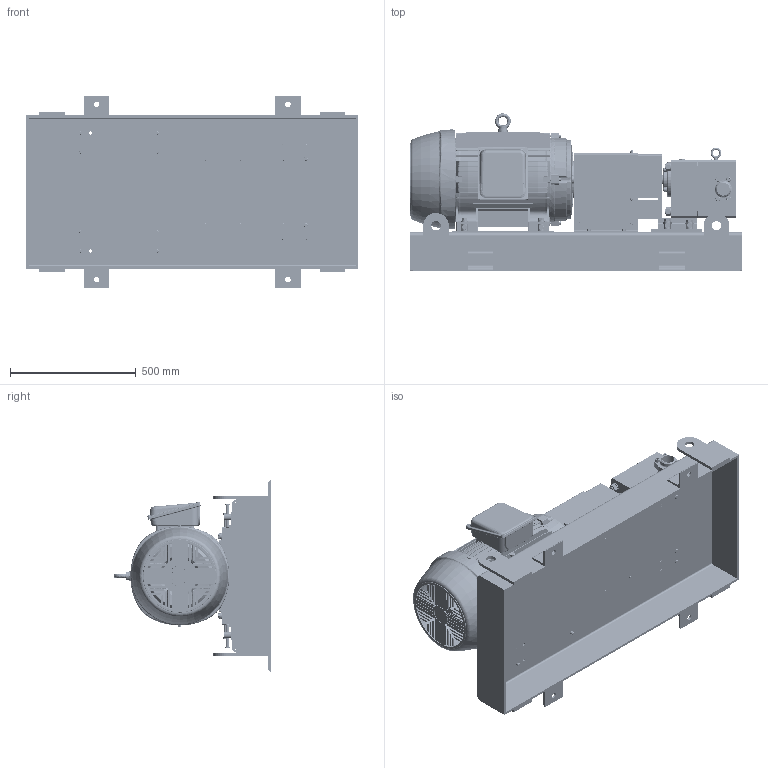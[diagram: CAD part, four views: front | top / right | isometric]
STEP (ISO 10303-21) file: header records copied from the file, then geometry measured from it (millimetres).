
FILE_DESCRIPTION (( 'STEP AP214' ), '1' );
FILE_NAME ('GPV-1415-034-U.STEP', '2019-10-03T13:58:05', ( '' ), ( '' ), 'SwSTEP 2.0', 'SolidWorks 2018', '' );
FILE_SCHEMA (( 'AUTOMOTIVE_DESIGN' ));
Length unit declared in the file: inch
Products named in the file (1): GPV-1415-034-U
Bounding box: 1322.65 x 625.95 x 762 mm (x, y, z)
Volume: 102943834.7 mm3; surface area: 7643542.8 mm2
Topology: 129 solids, 129 shells, 7630 faces, 19148 edges, 12056 vertices
Faces by surface type: plane 3276, cylinder 2090, cone 1118, bspline 1026, torus 110, sphere 10
Entity records: 314976 total; most frequent: CARTESIAN_POINT 120322, ORIENTED_EDGE 38206, DIRECTION 34806, EDGE_CURVE 19103, AXIS2_PLACEMENT_3D 12649, VERTEX_POINT 12051, LINE 9508, VECTOR 9508
